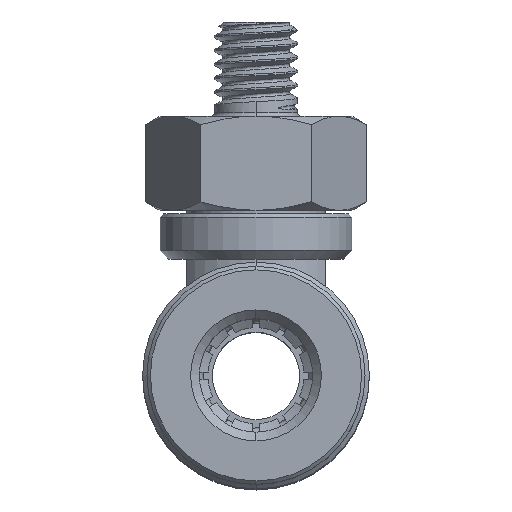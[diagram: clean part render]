
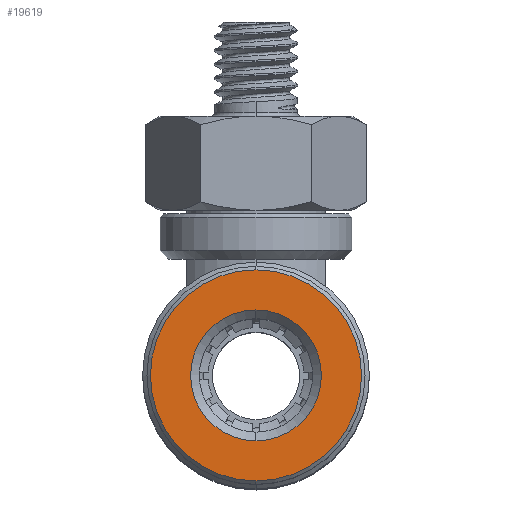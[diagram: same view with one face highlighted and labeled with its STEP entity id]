
A CAD part, top view. The second image highlights one B-rep face of the part: STEP entity #19619.
In plain terms, the highlighted planar face has unit normal (0, 0, 1).
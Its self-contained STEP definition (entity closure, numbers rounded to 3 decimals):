
#112 = DIRECTION ( 'NONE',  ( 0., -1., 0. ) ) ;
#1368 = VERTEX_POINT ( 'NONE', #4695 ) ;
#2683 = ORIENTED_EDGE ( 'NONE', *, *, #34160, .T. ) ;
#3690 = DIRECTION ( 'NONE',  ( 0., 0., 1. ) ) ;
#4695 = CARTESIAN_POINT ( 'NONE',  ( 0., 6.05, 15.706 ) ) ;
#5220 = FACE_OUTER_BOUND ( 'NONE', #18156, .T. ) ;
#5654 = CIRCLE ( 'NONE', #35459, 6.05 ) ;
#6055 = VERTEX_POINT ( 'NONE', #18147 ) ;
#6136 = EDGE_CURVE ( 'NONE', #1368, #31880, #22997, .T. ) ;
#6981 = EDGE_LOOP ( 'NONE', ( #11381, #28901 ) ) ;
#7065 = DIRECTION ( 'NONE',  ( 0., 0., 1. ) ) ;
#7473 = EDGE_CURVE ( 'NONE', #6055, #23015, #11953, .T. ) ;
#9039 = ORIENTED_EDGE ( 'NONE', *, *, #6136, .T. ) ;
#9913 = DIRECTION ( 'NONE',  ( 0., 0., -1. ) ) ;
#11381 = ORIENTED_EDGE ( 'NONE', *, *, #7473, .T. ) ;
#11953 = CIRCLE ( 'NONE', #12156, 3.75 ) ;
#12052 = CIRCLE ( 'NONE', #30693, 3.75 ) ;
#12156 = AXIS2_PLACEMENT_3D ( 'NONE', #34725, #17516, #112 ) ;
#13662 = CARTESIAN_POINT ( 'NONE',  ( 0., 0., 15.706 ) ) ;
#14097 = CARTESIAN_POINT ( 'NONE',  ( 0., 3.75, 15.706 ) ) ;
#16549 = DIRECTION ( 'NONE',  ( 0., -1., 0. ) ) ;
#17516 = DIRECTION ( 'NONE',  ( 0., 0., -1. ) ) ;
#18147 = CARTESIAN_POINT ( 'NONE',  ( 0., -3.75, 15.706 ) ) ;
#18156 = EDGE_LOOP ( 'NONE', ( #9039, #2683 ) ) ;
#18619 = AXIS2_PLACEMENT_3D ( 'NONE', #24448, #7065, #27314 ) ;
#19619 = ADVANCED_FACE ( 'NONE', ( #28276, #5220 ), #36619, .T. ) ;
#21054 = CARTESIAN_POINT ( 'NONE',  ( 0., 0., 15.706 ) ) ;
#22997 = CIRCLE ( 'NONE', #18619, 6.05 ) ;
#23015 = VERTEX_POINT ( 'NONE', #14097 ) ;
#23956 = DIRECTION ( 'NONE',  ( 0., 1., 0. ) ) ;
#24448 = CARTESIAN_POINT ( 'NONE',  ( 0., 0., 15.706 ) ) ;
#24680 = EDGE_CURVE ( 'NONE', #23015, #6055, #12052, .T. ) ;
#27202 = CARTESIAN_POINT ( 'NONE',  ( 0., 0., 15.706 ) ) ;
#27314 = DIRECTION ( 'NONE',  ( 0., 1., 0. ) ) ;
#28276 = FACE_BOUND ( 'NONE', #6981, .T. ) ;
#28636 = CARTESIAN_POINT ( 'NONE',  ( 0., -6.05, 15.706 ) ) ;
#28901 = ORIENTED_EDGE ( 'NONE', *, *, #24680, .T. ) ;
#30017 = DIRECTION ( 'NONE',  ( 0., -1., 0. ) ) ;
#30693 = AXIS2_PLACEMENT_3D ( 'NONE', #27202, #9913, #30017 ) ;
#31880 = VERTEX_POINT ( 'NONE', #28636 ) ;
#33775 = DIRECTION ( 'NONE',  ( 0., 0., 1. ) ) ;
#34160 = EDGE_CURVE ( 'NONE', #31880, #1368, #5654, .T. ) ;
#34725 = CARTESIAN_POINT ( 'NONE',  ( 0., 0., 15.706 ) ) ;
#35459 = AXIS2_PLACEMENT_3D ( 'NONE', #21054, #3690, #23956 ) ;
#36070 = AXIS2_PLACEMENT_3D ( 'NONE', #13662, #33775, #16549 ) ;
#36619 = PLANE ( 'NONE',  #36070 ) ;
